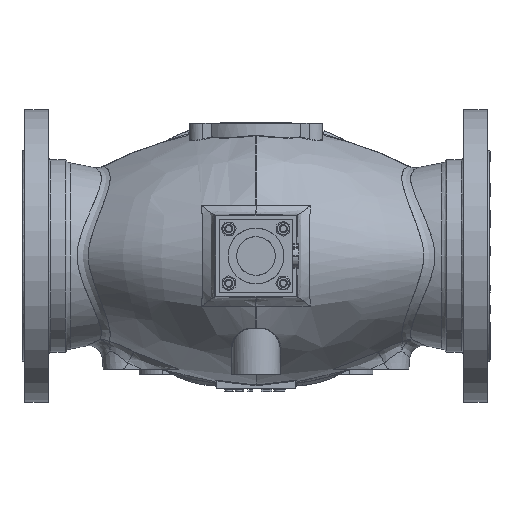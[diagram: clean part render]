
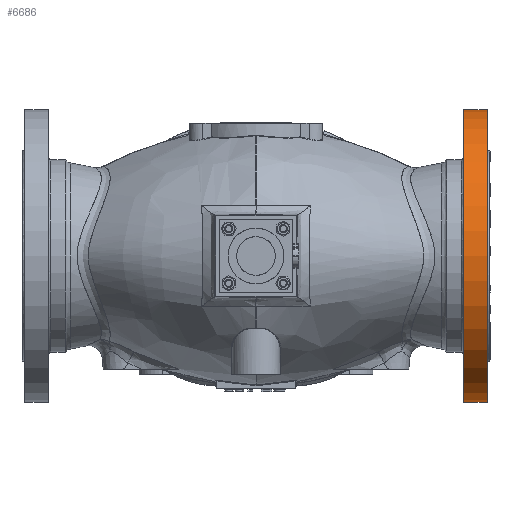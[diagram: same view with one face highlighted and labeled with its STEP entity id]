
A CAD part, front view. The second image highlights one B-rep face of the part: STEP entity #6686.
In plain terms, the highlighted cylindrical face has radius 110 mm (diameter 220 mm), a partial arc.
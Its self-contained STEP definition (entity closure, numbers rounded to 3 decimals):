
#707 = AXIS2_PLACEMENT_3D ( 'NONE', #67572, #142524, #161997 ) ;
#2499 = DIRECTION ( 'NONE',  ( 0., 0., -1. ) ) ;
#6686 = ADVANCED_FACE ( 'NONE', ( #44551 ), #108167, .T. ) ;
#8667 = CARTESIAN_POINT ( 'NONE',  ( 174., 0., 110. ) ) ;
#12557 = ORIENTED_EDGE ( 'NONE', *, *, #73643, .T. ) ;
#18638 = CIRCLE ( 'NONE', #45964, 110. ) ;
#19777 = EDGE_CURVE ( 'NONE', #39375, #128261, #66784, .T. ) ;
#25834 = VERTEX_POINT ( 'NONE', #67187 ) ;
#26906 = CARTESIAN_POINT ( 'NONE',  ( 174., 0., 0. ) ) ;
#30637 = VECTOR ( 'NONE', #166255, 1000. ) ;
#35411 = VERTEX_POINT ( 'NONE', #115959 ) ;
#39375 = VERTEX_POINT ( 'NONE', #8667 ) ;
#40547 = DIRECTION ( 'NONE',  ( 0., 0., -1. ) ) ;
#44551 = FACE_OUTER_BOUND ( 'NONE', #46877, .T. ) ;
#45964 = AXIS2_PLACEMENT_3D ( 'NONE', #164641, #83836, #2499 ) ;
#46877 = EDGE_LOOP ( 'NONE', ( #54171, #12557, #86894, #141065 ) ) ;
#54171 = ORIENTED_EDGE ( 'NONE', *, *, #145512, .T. ) ;
#66784 = LINE ( 'NONE', #165889, #30637 ) ;
#67187 = CARTESIAN_POINT ( 'NONE',  ( 174., 0., -110. ) ) ;
#67572 = CARTESIAN_POINT ( 'NONE',  ( 140.5, 0., 0. ) ) ;
#73643 = EDGE_CURVE ( 'NONE', #25834, #39375, #80387, .T. ) ;
#80387 = CIRCLE ( 'NONE', #168223, 110. ) ;
#83836 = DIRECTION ( 'NONE',  ( 1., 0., 0. ) ) ;
#86894 = ORIENTED_EDGE ( 'NONE', *, *, #19777, .T. ) ;
#90850 = CARTESIAN_POINT ( 'NONE',  ( 156., 0., 110. ) ) ;
#108167 = CYLINDRICAL_SURFACE ( 'NONE', #707, 110. ) ;
#115959 = CARTESIAN_POINT ( 'NONE',  ( 156., 0., -110. ) ) ;
#121735 = DIRECTION ( 'NONE',  ( -1., 0., 0. ) ) ;
#128261 = VERTEX_POINT ( 'NONE', #90850 ) ;
#140020 = CARTESIAN_POINT ( 'NONE',  ( 140.5, 0., -110. ) ) ;
#141065 = ORIENTED_EDGE ( 'NONE', *, *, #162425, .T. ) ;
#142524 = DIRECTION ( 'NONE',  ( 1., 0., 0. ) ) ;
#143097 = LINE ( 'NONE', #140020, #174788 ) ;
#145512 = EDGE_CURVE ( 'NONE', #35411, #25834, #143097, .T. ) ;
#153575 = DIRECTION ( 'NONE',  ( 1., 0., 0. ) ) ;
#161997 = DIRECTION ( 'NONE',  ( 0., 0., -1. ) ) ;
#162425 = EDGE_CURVE ( 'NONE', #128261, #35411, #18638, .T. ) ;
#164641 = CARTESIAN_POINT ( 'NONE',  ( 156., 0., 0. ) ) ;
#165889 = CARTESIAN_POINT ( 'NONE',  ( 140.5, 0., 110. ) ) ;
#166255 = DIRECTION ( 'NONE',  ( -1., 0., 0. ) ) ;
#168223 = AXIS2_PLACEMENT_3D ( 'NONE', #26906, #121735, #40547 ) ;
#174788 = VECTOR ( 'NONE', #153575, 1000. ) ;
